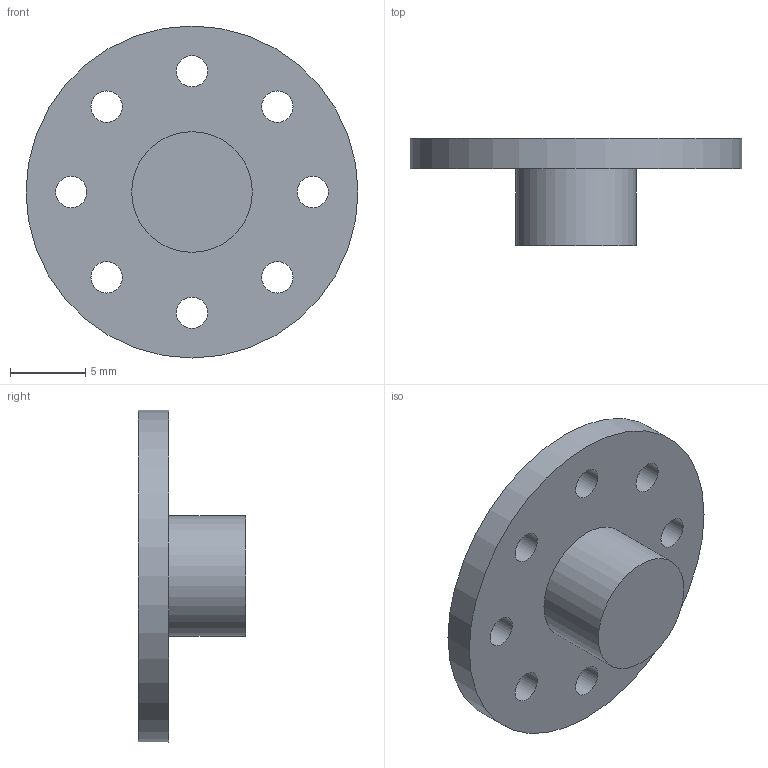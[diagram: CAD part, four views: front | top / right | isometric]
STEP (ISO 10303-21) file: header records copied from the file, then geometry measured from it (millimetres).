
FILE_DESCRIPTION(/* description */ (''),/* implementation_level */ '2;1');
FILE_NAME(/* name */ 'Disk.step',/* time_stamp */ '2021-02-10T11:17:06+03:00',/* author */ (''),/* organization */ (''),/* preprocessor_version */ 'ST-DEVELOPER v18.1',/* originating_system */ 'Autodesk Translation Framework v9.7.1.1290',/* authorisation */ '');
FILE_SCHEMA (('AUTOMOTIVE_DESIGN { 1 0 10303 214 3 1 1 }'));
Length unit declared in the file: metre
Products named in the file (1): Disk
Bounding box: 22 x 7.1 x 22 mm (x, y, z)
Volume: 857.9 mm3; surface area: 1150.3 mm2
Topology: 1 solids, 1 shells, 15 faces, 33 edges, 22 vertices
Faces by surface type: cylinder 11, plane 4
Full cylindrical faces by diameter (mm): 2.075 x8, 5.7 x1, 8 x1, 22 x1
Entity records: 501 total; most frequent: DIRECTION 87, CARTESIAN_POINT 71, ORIENTED_EDGE 66, AXIS2_PLACEMENT_3D 38, EDGE_LOOP 33, EDGE_CURVE 33, CIRCLE 22, VERTEX_POINT 22
